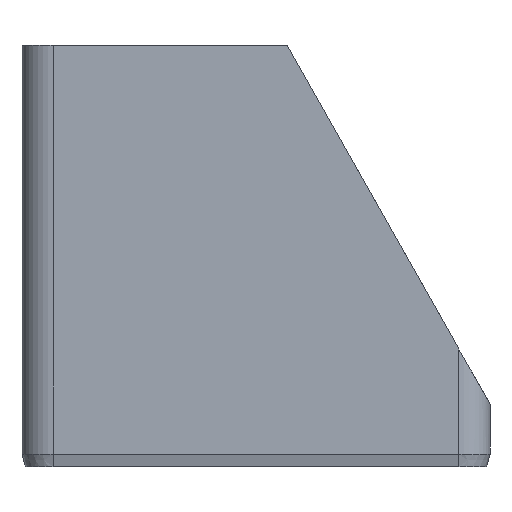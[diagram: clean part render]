
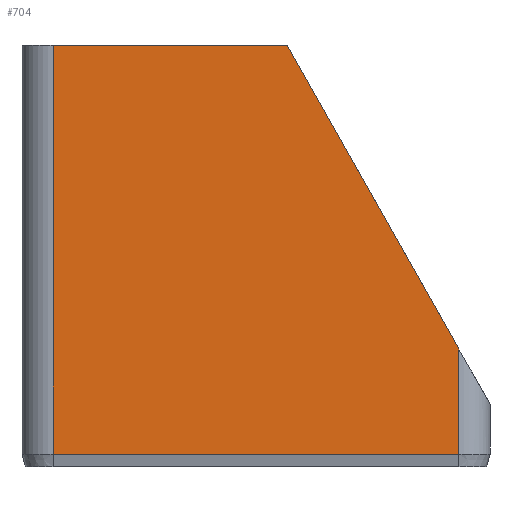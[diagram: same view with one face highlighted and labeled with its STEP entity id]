
A CAD part, left-side view. The second image highlights one B-rep face of the part: STEP entity #704.
In plain terms, the highlighted planar face has unit normal (-1, 0, 0).
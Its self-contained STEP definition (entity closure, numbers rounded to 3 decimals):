
#19 = VECTOR ( 'NONE', #2536, 1000. ) ;
#94 = LINE ( 'NONE', #1314, #1374 ) ;
#195 = CARTESIAN_POINT ( 'NONE',  ( -23.497, 14.761, 4. ) ) ;
#200 = DIRECTION ( 'NONE',  ( 1., 0., 0. ) ) ;
#291 = PLANE ( 'NONE',  #2339 ) ;
#364 = FACE_OUTER_BOUND ( 'NONE', #2545, .T. ) ;
#487 = DIRECTION ( 'NONE',  ( 0., -1., 0. ) ) ;
#527 = EDGE_CURVE ( 'NONE', #2438, #625, #1017, .T. ) ;
#557 = EDGE_CURVE ( 'NONE', #625, #2332, #2853, .T. ) ;
#589 = EDGE_CURVE ( 'NONE', #2332, #3165, #94, .T. ) ;
#595 = EDGE_CURVE ( 'NONE', #1443, #3165, #1455, .T. ) ;
#625 = VERTEX_POINT ( 'NONE', #3135 ) ;
#704 = ADVANCED_FACE ( 'NONE', ( #364 ), #291, .F. ) ;
#719 = CARTESIAN_POINT ( 'NONE',  ( -23.497, 12.761, 27. ) ) ;
#746 = CARTESIAN_POINT ( 'NONE',  ( -23.497, 0., 27. ) ) ;
#960 = ORIENTED_EDGE ( 'NONE', *, *, #595, .F. ) ;
#997 = ORIENTED_EDGE ( 'NONE', *, *, #2226, .F. ) ;
#1017 = LINE ( 'NONE', #1416, #2931 ) ;
#1314 = CARTESIAN_POINT ( 'NONE',  ( -23.497, -13.239, 4. ) ) ;
#1360 = LINE ( 'NONE', #746, #2600 ) ;
#1374 = VECTOR ( 'NONE', #2945, 1000. ) ;
#1416 = CARTESIAN_POINT ( 'NONE',  ( -23.497, 12.761, 4. ) ) ;
#1431 = CARTESIAN_POINT ( 'NONE',  ( -23.497, -2.239, 27. ) ) ;
#1443 = VERTEX_POINT ( 'NONE', #3074 ) ;
#1455 = LINE ( 'NONE', #1431, #19 ) ;
#1844 = DIRECTION ( 'NONE',  ( 0., 0., -1. ) ) ;
#1965 = CARTESIAN_POINT ( 'NONE',  ( -23.497, 14.761, 0.8 ) ) ;
#2098 = VECTOR ( 'NONE', #2704, 1000. ) ;
#2166 = ORIENTED_EDGE ( 'NONE', *, *, #589, .T. ) ;
#2226 = EDGE_CURVE ( 'NONE', #2438, #1443, #1360, .T. ) ;
#2301 = DIRECTION ( 'NONE',  ( 0., 0., -1. ) ) ;
#2332 = VERTEX_POINT ( 'NONE', #2544 ) ;
#2339 = AXIS2_PLACEMENT_3D ( 'NONE', #195, #200, #2301 ) ;
#2438 = VERTEX_POINT ( 'NONE', #719 ) ;
#2536 = DIRECTION ( 'NONE',  ( 0., -0.492, -0.871 ) ) ;
#2544 = CARTESIAN_POINT ( 'NONE',  ( -23.497, -13.239, 0.8 ) ) ;
#2545 = EDGE_LOOP ( 'NONE', ( #2722, #2682, #2166, #960, #997 ) ) ;
#2600 = VECTOR ( 'NONE', #487, 1000. ) ;
#2682 = ORIENTED_EDGE ( 'NONE', *, *, #557, .T. ) ;
#2704 = DIRECTION ( 'NONE',  ( 0., -1., 0. ) ) ;
#2722 = ORIENTED_EDGE ( 'NONE', *, *, #527, .T. ) ;
#2804 = CARTESIAN_POINT ( 'NONE',  ( -23.497, -13.239, 7.538 ) ) ;
#2853 = LINE ( 'NONE', #1965, #2098 ) ;
#2931 = VECTOR ( 'NONE', #1844, 1000. ) ;
#2945 = DIRECTION ( 'NONE',  ( 0., 0., 1. ) ) ;
#3074 = CARTESIAN_POINT ( 'NONE',  ( -23.497, -2.239, 27. ) ) ;
#3135 = CARTESIAN_POINT ( 'NONE',  ( -23.497, 12.761, 0.8 ) ) ;
#3165 = VERTEX_POINT ( 'NONE', #2804 ) ;
